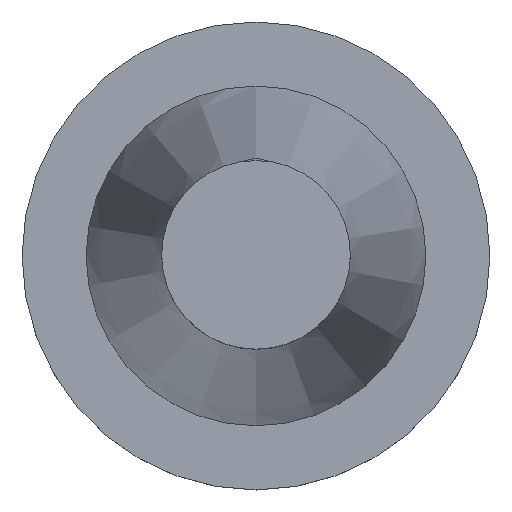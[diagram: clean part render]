
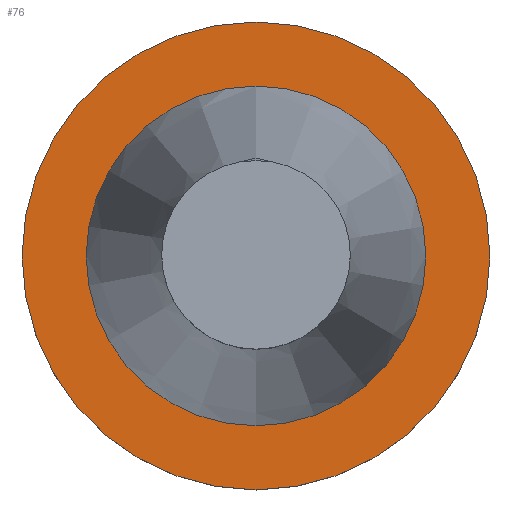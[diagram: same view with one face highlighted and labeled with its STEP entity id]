
A CAD part, top view. The second image highlights one B-rep face of the part: STEP entity #76.
In plain terms, the highlighted planar face has unit normal (0, 0, 1).
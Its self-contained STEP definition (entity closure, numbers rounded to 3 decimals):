
#76=ADVANCED_FACE('',(#93,#94),#89,.F.);
#89=PLANE('',#265);
#93=FACE_BOUND('',#101,.T.);
#94=FACE_BOUND('',#102,.T.);
#101=EDGE_LOOP('',(#118));
#102=EDGE_LOOP('',(#119,#120));
#118=ORIENTED_EDGE('',*,*,#192,.F.);
#119=ORIENTED_EDGE('',*,*,#193,.T.);
#120=ORIENTED_EDGE('',*,*,#194,.T.);
#172=VERTEX_POINT('',#377);
#173=VERTEX_POINT('',#379);
#174=VERTEX_POINT('',#380);
#192=EDGE_CURVE('',#172,#172,#219,.T.);
#193=EDGE_CURVE('',#173,#174,#220,.T.);
#194=EDGE_CURVE('',#174,#173,#221,.T.);
#219=CIRCLE('',#262,48.75);
#220=CIRCLE('',#263,35.392);
#221=CIRCLE('',#264,35.392);
#262=AXIS2_PLACEMENT_3D('',#376,#301,#302);
#263=AXIS2_PLACEMENT_3D('',#378,#303,#304);
#264=AXIS2_PLACEMENT_3D('',#381,#305,#306);
#265=AXIS2_PLACEMENT_3D('',#382,#307,#308);
#301=DIRECTION('',(0.,0.,-1.));
#302=DIRECTION('',(-1.,0.,0.));
#303=DIRECTION('',(0.,0.,-1.));
#304=DIRECTION('',(-1.,0.,0.));
#305=DIRECTION('',(0.,0.,-1.));
#306=DIRECTION('',(-1.,0.,0.));
#307=DIRECTION('',(0.,0.,-1.));
#308=DIRECTION('',(0.,1.,0.));
#376=CARTESIAN_POINT('',(0.,0.,-3.2));
#377=CARTESIAN_POINT('',(-48.75,0.,-3.2));
#378=CARTESIAN_POINT('',(0.,0.,-3.2));
#379=CARTESIAN_POINT('',(0.,35.392,-3.2));
#380=CARTESIAN_POINT('',(0.,-35.392,-3.2));
#381=CARTESIAN_POINT('',(0.,0.,-3.2));
#382=CARTESIAN_POINT('',(0.,0.,-3.2));
